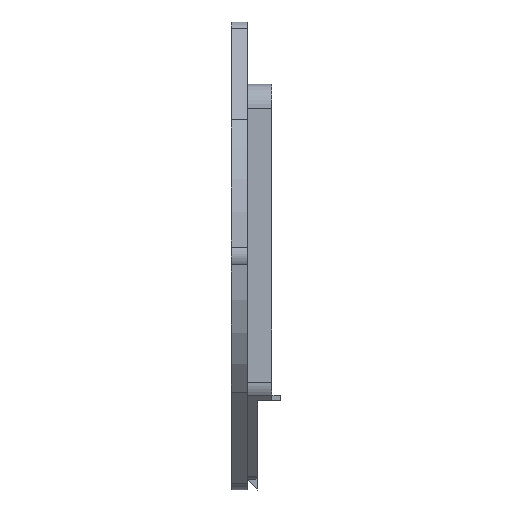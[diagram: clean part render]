
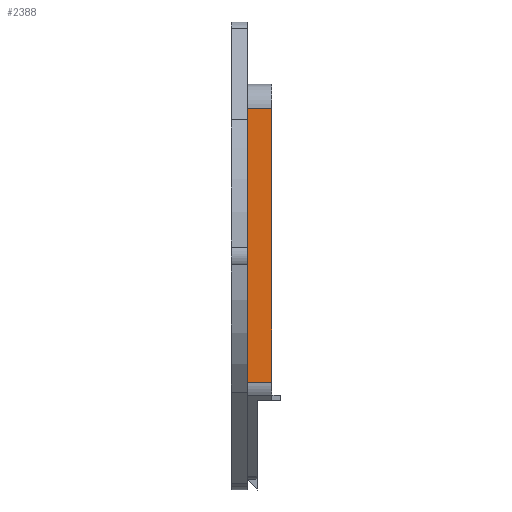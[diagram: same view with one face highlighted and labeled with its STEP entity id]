
A CAD part, front view. The second image highlights one B-rep face of the part: STEP entity #2388.
In plain terms, the highlighted planar face has unit normal (0, -1, 0).
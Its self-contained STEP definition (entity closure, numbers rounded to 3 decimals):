
#81=PLANE('',#2597);
#182=FACE_OUTER_BOUND('',#327,.T.);
#327=EDGE_LOOP('',(#1992,#1993,#1994,#1995));
#522=LINE('',#3742,#786);
#554=LINE('',#3826,#818);
#570=LINE('',#3864,#834);
#571=LINE('',#3866,#835);
#786=VECTOR('',#3018,10.);
#818=VECTOR('',#3082,10.);
#834=VECTOR('',#3120,10.);
#835=VECTOR('',#3123,10.);
#1147=VERTEX_POINT('',#3739);
#1148=VERTEX_POINT('',#3741);
#1183=VERTEX_POINT('',#3823);
#1184=VERTEX_POINT('',#3825);
#1424=EDGE_CURVE('',#1148,#1147,#522,.T.);
#1467=EDGE_CURVE('',#1184,#1183,#554,.T.);
#1487=EDGE_CURVE('',#1148,#1183,#570,.T.);
#1488=EDGE_CURVE('',#1147,#1184,#571,.T.);
#1992=ORIENTED_EDGE('',*,*,#1424,.T.);
#1993=ORIENTED_EDGE('',*,*,#1488,.T.);
#1994=ORIENTED_EDGE('',*,*,#1467,.T.);
#1995=ORIENTED_EDGE('',*,*,#1487,.F.);
#2388=ADVANCED_FACE('',(#182),#81,.T.);
#2597=AXIS2_PLACEMENT_3D('',#3865,#3121,#3122);
#3018=DIRECTION('',(0.,0.,-1.));
#3082=DIRECTION('',(0.,0.,1.));
#3120=DIRECTION('',(1.,0.,0.));
#3121=DIRECTION('center_axis',(0.,-1.,0.));
#3122=DIRECTION('ref_axis',(0.,0.,
-1.));
#3123=DIRECTION('',(1.,0.,0.));
#3739=CARTESIAN_POINT('',(76.75,-20.35,-23.497));
#3741=CARTESIAN_POINT('',(76.75,-20.35,27.503));
#3742=CARTESIAN_POINT('',(76.75,-20.35,13.751));
#3823=CARTESIAN_POINT('',(81.305,-20.35,27.503));
#3825=CARTESIAN_POINT('',(81.305,-20.35,-23.497));
#3826=CARTESIAN_POINT('',(81.305,-20.35,14.753));
#3864=CARTESIAN_POINT('',(75.55,-20.35,27.503));
#3865=CARTESIAN_POINT('Origin',(75.55,-20.35,27.503));
#3866=CARTESIAN_POINT('',(75.55,-20.35,-23.497));
